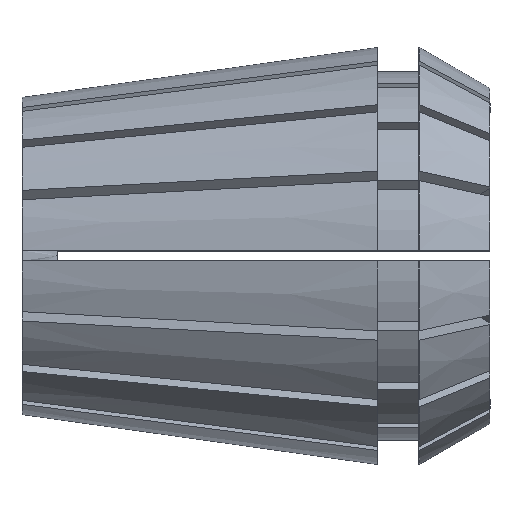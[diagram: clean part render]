
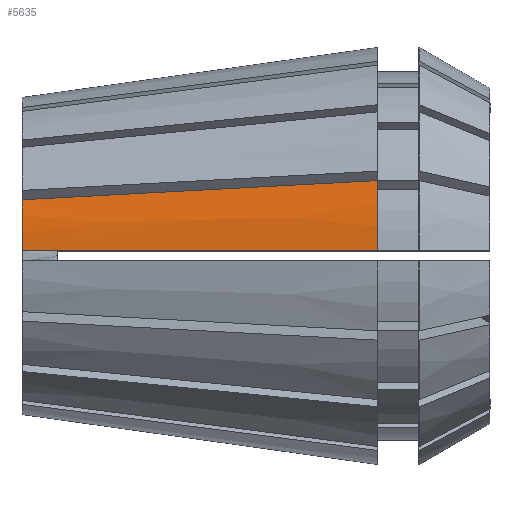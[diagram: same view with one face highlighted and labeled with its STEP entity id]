
A CAD part, top view. The second image highlights one B-rep face of the part: STEP entity #5635.
In plain terms, the highlighted conical face has half-angle 8 degrees and reference radius 20.5 mm.
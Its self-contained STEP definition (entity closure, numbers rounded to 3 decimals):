
#6 = CARTESIAN_POINT ( 'NONE',  ( 4.29, 0.5, 16.191 ) ) ;
#31 = EDGE_CURVE ( 'NONE', #2454, #1504, #234, .T. ) ;
#65 = DIRECTION ( 'NONE',  ( -1., 0., 0. ) ) ;
#174 = CARTESIAN_POINT ( 'NONE',  ( 34.9, 0.5, 20.494 ) ) ;
#234 = B_SPLINE_CURVE_WITH_KNOTS ( 'NONE', 3,
 ( #1606, #5626, #1262, #2160 ),
 .UNSPECIFIED., .F., .F.,
 ( 4, 4 ),
 ( 0., 0.035 ),
 .UNSPECIFIED. ) ;
#454 = EDGE_CURVE ( 'NONE', #2544, #1504, #4530, .T. ) ;
#464 = CARTESIAN_POINT ( 'NONE',  ( 1.43, 0.5, 15.789 ) ) ;
#897 = CARTESIAN_POINT ( 'NONE',  ( 34.9, 0.5, 20.494 ) ) ;
#1262 = CARTESIAN_POINT ( 'NONE',  ( 11.633, 6.129, 16.104 ) ) ;
#1434 = AXIS2_PLACEMENT_3D ( 'NONE', #4338, #3640, #3753 ) ;
#1504 = VERTEX_POINT ( 'NONE', #5510 ) ;
#1606 = CARTESIAN_POINT ( 'NONE',  ( 34.9, 7.381, 19.126 ) ) ;
#1672 = VERTEX_POINT ( 'NONE', #174 ) ;
#1691 = AXIS2_PLACEMENT_3D ( 'NONE', #3597, #65, #5718 ) ;
#1933 = EDGE_CURVE ( 'NONE', #1672, #2454, #4183, .T. ) ;
#2154 = ORIENTED_EDGE ( 'NONE', *, *, #31, .T. ) ;
#2160 = CARTESIAN_POINT ( 'NONE',  ( 0., 5.503, 14.592 ) ) ;
#2223 = CARTESIAN_POINT ( 'NONE',  ( 34.084, 0.5, 20.38 ) ) ;
#2227 = FACE_OUTER_BOUND ( 'NONE', #2363, .T. ) ;
#2243 = CARTESIAN_POINT ( 'NONE',  ( 32.452, 0.5, 20.15 ) ) ;
#2251 = B_SPLINE_CURVE_WITH_KNOTS ( 'NONE', 3,
 ( #897, #2223, #4881, #2243, #5345, #2690, #6, #3117, #464, #3563 ),
 .UNSPECIFIED., .F., .F.,
 ( 4, 3, 3, 4 ),
 ( 0.076, 0.079, 0.107, 0.111 ),
 .UNSPECIFIED. ) ;
#2268 = CARTESIAN_POINT ( 'NONE',  ( 34.9, 7.381, 19.126 ) ) ;
#2363 = EDGE_LOOP ( 'NONE', ( #4510, #2154, #2562, #2694 ) ) ;
#2454 = VERTEX_POINT ( 'NONE', #2268 ) ;
#2544 = VERTEX_POINT ( 'NONE', #3886 ) ;
#2562 = ORIENTED_EDGE ( 'NONE', *, *, #454, .F. ) ;
#2690 = CARTESIAN_POINT ( 'NONE',  ( 13.678, 0.5, 17.511 ) ) ;
#2694 = ORIENTED_EDGE ( 'NONE', *, *, #3533, .F. ) ;
#3117 = CARTESIAN_POINT ( 'NONE',  ( 2.86, 0.5, 15.99 ) ) ;
#3533 = EDGE_CURVE ( 'NONE', #1672, #2544, #2251, .T. ) ;
#3563 = CARTESIAN_POINT ( 'NONE',  ( 0., 0.5, 15.587 ) ) ;
#3597 = CARTESIAN_POINT ( 'NONE',  ( 0., 0., 0. ) ) ;
#3640 = DIRECTION ( 'NONE',  ( -1., 0., 0. ) ) ;
#3695 = CARTESIAN_POINT ( 'NONE',  ( 34.9, 0., 0. ) ) ;
#3753 = DIRECTION ( 'NONE',  ( 0., 0., 1. ) ) ;
#3886 = CARTESIAN_POINT ( 'NONE',  ( 0., 0.5, 15.587 ) ) ;
#4156 = DIRECTION ( 'NONE',  ( 0., 0., -1. ) ) ;
#4183 = CIRCLE ( 'NONE', #1434, 20.5 ) ;
#4338 = CARTESIAN_POINT ( 'NONE',  ( 34.9, 0., 0. ) ) ;
#4510 = ORIENTED_EDGE ( 'NONE', *, *, #1933, .T. ) ;
#4530 = CIRCLE ( 'NONE', #1691, 15.595 ) ;
#4881 = CARTESIAN_POINT ( 'NONE',  ( 33.268, 0.5, 20.265 ) ) ;
#5345 = CARTESIAN_POINT ( 'NONE',  ( 23.065, 0.5, 18.83 ) ) ;
#5359 = AXIS2_PLACEMENT_3D ( 'NONE', #3695, #5487, #4156 ) ;
#5487 = DIRECTION ( 'NONE',  ( 1., 0., 0. ) ) ;
#5493 = CONICAL_SURFACE ( 'NONE', #5359, 20.5, 0.14 ) ;
#5510 = CARTESIAN_POINT ( 'NONE',  ( 0., 5.503, 14.592 ) ) ;
#5626 = CARTESIAN_POINT ( 'NONE',  ( 23.267, 6.755, 17.615 ) ) ;
#5635 = ADVANCED_FACE ( 'NONE', ( #2227 ), #5493, .T. ) ;
#5718 = DIRECTION ( 'NONE',  ( 0., 0., 1. ) ) ;
